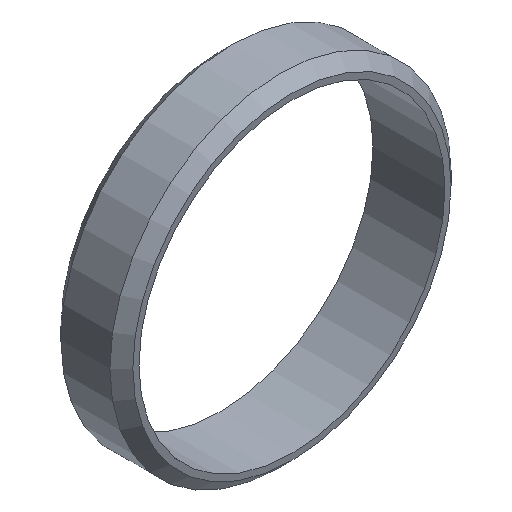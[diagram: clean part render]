
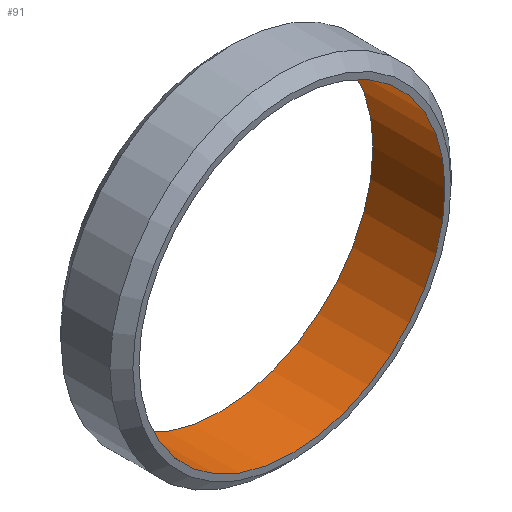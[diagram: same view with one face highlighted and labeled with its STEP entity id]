
A CAD part, isometric view. The second image highlights one B-rep face of the part: STEP entity #91.
In plain terms, the highlighted cylindrical face has radius 10 mm (diameter 20 mm), a full revolution.
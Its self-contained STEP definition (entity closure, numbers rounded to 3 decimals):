
#20=CYLINDRICAL_SURFACE('',#116,10.);
#25=FACE_OUTER_BOUND('',#32,.T.);
#32=EDGE_LOOP('',(#79,#80,#81,#82));
#38=LINE('',#169,#42);
#42=VECTOR('',#144,10.);
#47=CIRCLE('',#115,10.);
#48=CIRCLE('',#117,10.);
#53=VERTEX_POINT('',#165);
#54=VERTEX_POINT('',#168);
#62=EDGE_CURVE('',#53,#53,#47,.T.);
#63=EDGE_CURVE('',#53,#54,#38,.T.);
#64=EDGE_CURVE('',#54,#54,#48,.T.);
#79=ORIENTED_EDGE('',*,*,#62,.T.);
#80=ORIENTED_EDGE('',*,*,#63,.T.);
#81=ORIENTED_EDGE('',*,*,#64,.F.);
#82=ORIENTED_EDGE('',*,*,#63,.F.);
#91=ADVANCED_FACE('',(#25),#20,.F.);
#115=AXIS2_PLACEMENT_3D('',#166,#140,#141);
#116=AXIS2_PLACEMENT_3D('',#167,#142,#143);
#117=AXIS2_PLACEMENT_3D('',#170,#145,#146);
#140=DIRECTION('center_axis',(0.,-1.,0.));
#141=DIRECTION('ref_axis',(1.,0.,0.));
#142=DIRECTION('center_axis',(0.,-1.,0.));
#143=DIRECTION('ref_axis',(1.,0.,0.));
#144=DIRECTION('',(0.,1.,0.));
#145=DIRECTION('center_axis',(0.,-1.,0.));
#146=DIRECTION('ref_axis',(1.,0.,0.));
#165=CARTESIAN_POINT('',(-49.872,-39.223,17.));
#166=CARTESIAN_POINT('Origin',(-39.872,-39.223,17.));
#167=CARTESIAN_POINT('Origin',(-39.872,-36.873,17.));
#168=CARTESIAN_POINT('',(-49.872,-34.523,17.));
#169=CARTESIAN_POINT('',(-49.872,-36.873,17.));
#170=CARTESIAN_POINT('Origin',(-39.872,-34.523,17.));
